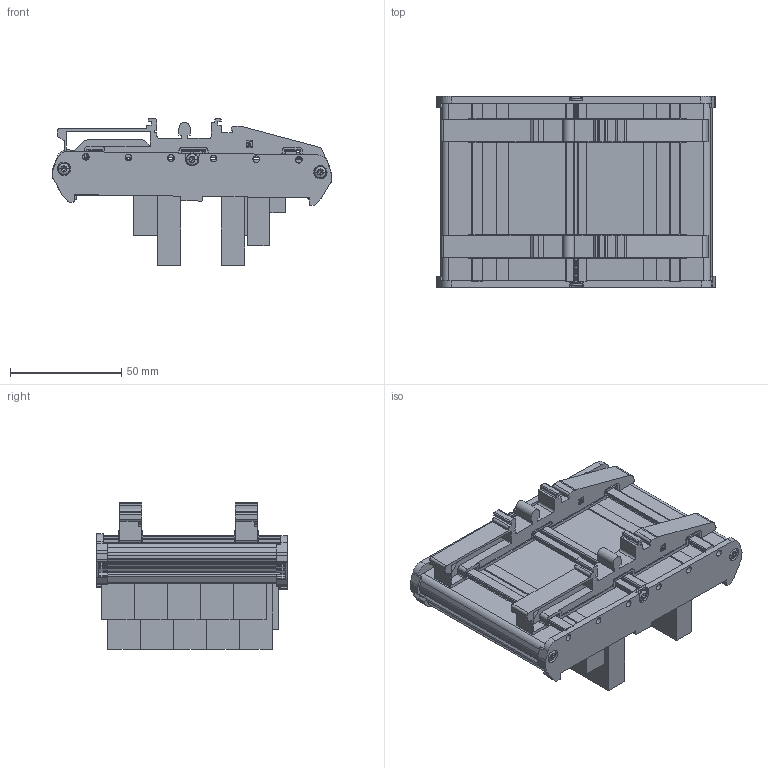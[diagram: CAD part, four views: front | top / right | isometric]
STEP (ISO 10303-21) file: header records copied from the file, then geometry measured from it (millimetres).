
FILE_DESCRIPTION((''),'2;1');
FILE_NAME('CAD-B0L7_ASM','2022-01-21T15:14:10',('dfuhrer'),(''),'CREO PARAMETRIC BY PTC INC, 2019292','CREO PARAMETRIC BY PTC INC, 2019292','');
FILE_SCHEMA(('CONFIG_CONTROL_DESIGN','SHAPE_APPEARANCE_LAYERS_GROUPS'));
Products named in the file (17): CIRCUIT-BOARD_2; UM_108_PROFIL_H_SELECT__0027511; UM_108_PROFIL_KPL_H_SELECT__004_ASM; CIRCUIT-BOX_ASM_3_ASM; PRT0081_1; PRT0082_1; ASM0024_ASM_1_ASM; CIRCUIT-SIDE_ASM_1_ASM; UM_108-FE-110970_1; UM_108-FE-114110_ASM_1_ASM; 2959463_ASM_1_ASM; BIG-BLUE-TERMINAL-BLOCK_2; LITTLE-BLUE-TERMINAL-BLOCK_1; GREEN-TERMINAL-BLOCK_1; GROUND_1; CIRCUIT-BOARD-BOX_ASM_3_ASM; CAD-B0L7_ASM
Assembly tree (24 placements, depth 5):
  CAD-B0L7_ASM
    CIRCUIT-BOARD-BOX_ASM_3_ASM
      CIRCUIT-BOARD_2
      CIRCUIT-BOX_ASM_3_ASM
        UM_108_PROFIL_KPL_H_SELECT__004_ASM
          UM_108_PROFIL_H_SELECT__0027511
      CIRCUIT-SIDE_ASM_1_ASM  x2
        ASM0024_ASM_1_ASM
          PRT0081_1
          PRT0082_1  x3
      2959463_ASM_1_ASM  x2
        UM_108-FE-114110_ASM_1_ASM
          UM_108-FE-110970_1
      BIG-BLUE-TERMINAL-BLOCK_2
      LITTLE-BLUE-TERMINAL-BLOCK_1  x5
      GREEN-TERMINAL-BLOCK_1
      GROUND_1
Bounding box: 125.49 x 86 x 66.12 mm (x, y, z)
Volume: 136884.7 mm3; surface area: 100167.2 mm2
Topology: 20 solids, 20 shells, 2033 faces, 5528 edges, 3528 vertices
Faces by surface type: plane 995, cylinder 714, cone 288, torus 24, sphere 12
Entity records: 28886 total; most frequent: CARTESIAN_POINT 5464, ORIENTED_EDGE 4916, DIRECTION 4865, EDGE_CURVE 2458, VERTEX_POINT 1627, VECTOR 1625, LINE 1625, AXIS2_PLACEMENT_3D 1620
